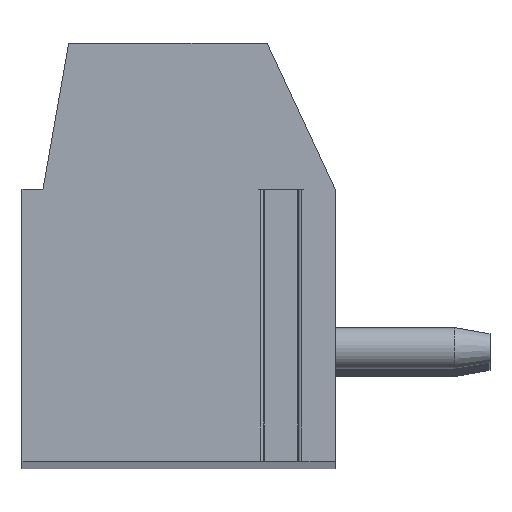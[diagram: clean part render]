
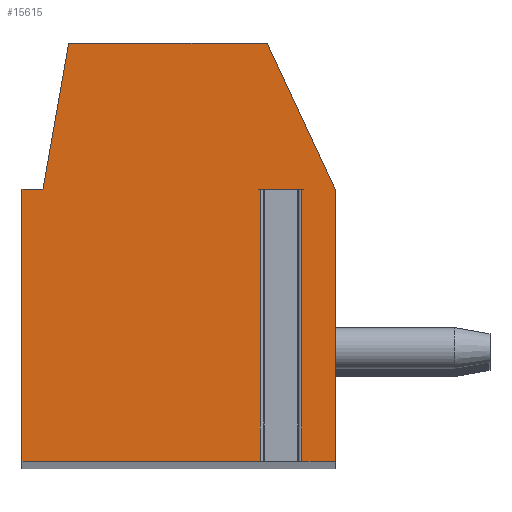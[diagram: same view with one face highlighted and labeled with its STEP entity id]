
A CAD part, top view. The second image highlights one B-rep face of the part: STEP entity #15615.
In plain terms, the highlighted planar face has unit normal (0, 0, 1).
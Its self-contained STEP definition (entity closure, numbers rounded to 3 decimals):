
#161=DIRECTION('',(-1.,0.,0.));
#162=VECTOR('',#161,0.996);
#163=CARTESIAN_POINT('',(2.948,1.5,102.5));
#164=LINE('',#163,#162);
#165=DIRECTION('',(0.,-1.,0.));
#166=VECTOR('',#165,6.5);
#167=CARTESIAN_POINT('',(1.952,1.5,102.5));
#168=LINE('',#167,#166);
#169=DIRECTION('',(1.,0.,0.));
#170=VECTOR('',#169,5.702);
#171=CARTESIAN_POINT('',(-3.75,-5.,102.5));
#172=LINE('',#171,#170);
#173=DIRECTION('',(0.,-1.,0.));
#174=VECTOR('',#173,6.5);
#175=CARTESIAN_POINT('',(-3.75,1.5,102.5));
#176=LINE('',#175,#174);
#177=DIRECTION('',(-1.,0.,0.));
#178=VECTOR('',#177,0.5);
#179=CARTESIAN_POINT('',(-3.25,1.5,102.5));
#180=LINE('',#179,#178);
#181=DIRECTION('',(-0.174,-0.985,0.));
#182=VECTOR('',#181,3.554);
#183=CARTESIAN_POINT('',(-2.633,5.,102.5));
#184=LINE('',#183,#182);
#185=DIRECTION('',(-1.,0.,0.));
#186=VECTOR('',#185,4.751);
#187=CARTESIAN_POINT('',(2.118,5.,102.5));
#188=LINE('',#187,#186);
#189=DIRECTION('',(-0.423,0.906,0.));
#190=VECTOR('',#189,3.862);
#191=CARTESIAN_POINT('',(3.75,1.5,102.5));
#192=LINE('',#191,#190);
#193=DIRECTION('',(0.,1.,0.));
#194=VECTOR('',#193,6.5);
#195=CARTESIAN_POINT('',(3.75,-5.,102.5));
#196=LINE('',#195,#194);
#197=DIRECTION('',(1.,0.,0.));
#198=VECTOR('',#197,0.802);
#199=CARTESIAN_POINT('',(2.948,-5.,102.5));
#200=LINE('',#199,#198);
#201=DIRECTION('',(0.,-1.,0.));
#202=VECTOR('',#201,6.5);
#203=CARTESIAN_POINT('',(2.948,1.5,102.5));
#204=LINE('',#203,#202);
#12163=CARTESIAN_POINT('',(3.75,-5.,102.5));
#12164=CARTESIAN_POINT('',(3.75,1.5,102.5));
#12165=VERTEX_POINT('',#12163);
#12166=VERTEX_POINT('',#12164);
#12167=CARTESIAN_POINT('',(2.118,5.,102.5));
#12168=VERTEX_POINT('',#12167);
#12169=CARTESIAN_POINT('',(-2.633,5.,102.5));
#12170=VERTEX_POINT('',#12169);
#12171=CARTESIAN_POINT('',(-3.25,1.5,102.5));
#12172=VERTEX_POINT('',#12171);
#12173=CARTESIAN_POINT('',(-3.75,1.5,102.5));
#12174=VERTEX_POINT('',#12173);
#12175=CARTESIAN_POINT('',(-3.75,-5.,102.5));
#12176=VERTEX_POINT('',#12175);
#12221=CARTESIAN_POINT('',(2.948,1.5,102.5));
#12222=CARTESIAN_POINT('',(1.952,1.5,102.5));
#12223=VERTEX_POINT('',#12221);
#12224=VERTEX_POINT('',#12222);
#12225=CARTESIAN_POINT('',(2.948,-5.,
102.5));
#12226=VERTEX_POINT('',#12225);
#12227=CARTESIAN_POINT('',(1.952,-5.,
102.5));
#12228=VERTEX_POINT('',#12227);
#15589=CARTESIAN_POINT('',(0.,0.,102.5));
#15590=DIRECTION('',(0.,0.,1.));
#15591=DIRECTION('',(1.,0.,0.));
#15592=AXIS2_PLACEMENT_3D('',#15589,#15590,#15591);
#15593=PLANE('',#15592);
#15595=ORIENTED_EDGE('',*,*,#15594,.T.);
#15597=ORIENTED_EDGE('',*,*,#15596,.T.);
#15598=ORIENTED_EDGE('',*,*,#15557,.F.);
#15600=ORIENTED_EDGE('',*,*,#15599,.F.);
#15602=ORIENTED_EDGE('',*,*,#15601,.F.);
#15604=ORIENTED_EDGE('',*,*,#15603,.F.);
#15606=ORIENTED_EDGE('',*,*,#15605,.F.);
#15608=ORIENTED_EDGE('',*,*,#15607,.F.);
#15610=ORIENTED_EDGE('',*,*,#15609,.F.);
#15611=ORIENTED_EDGE('',*,*,#15536,.F.);
#15612=ORIENTED_EDGE('',*,*,#15579,.F.);
#15613=EDGE_LOOP('',(#15595,#15597,#15598,#15600,#15602,#15604,#15606,#15608,
#15610,#15611,#15612));
#15614=FACE_OUTER_BOUND('',#15613,.F.);
#15536=EDGE_CURVE('',#12226,#12165,#200,.T.);
#15557=EDGE_CURVE('',#12176,#12228,#172,.T.);
#15579=EDGE_CURVE('',#12223,#12226,#204,.T.);
#15594=EDGE_CURVE('',#12223,#12224,#164,.T.);
#15596=EDGE_CURVE('',#12224,#12228,#168,.T.);
#15599=EDGE_CURVE('',#12174,#12176,#176,.T.);
#15601=EDGE_CURVE('',#12172,#12174,#180,.T.);
#15603=EDGE_CURVE('',#12170,#12172,#184,.T.);
#15605=EDGE_CURVE('',#12168,#12170,#188,.T.);
#15607=EDGE_CURVE('',#12166,#12168,#192,.T.);
#15609=EDGE_CURVE('',#12165,#12166,#196,.T.);
#15615=ADVANCED_FACE('',(#15614),#15593,.T.);
